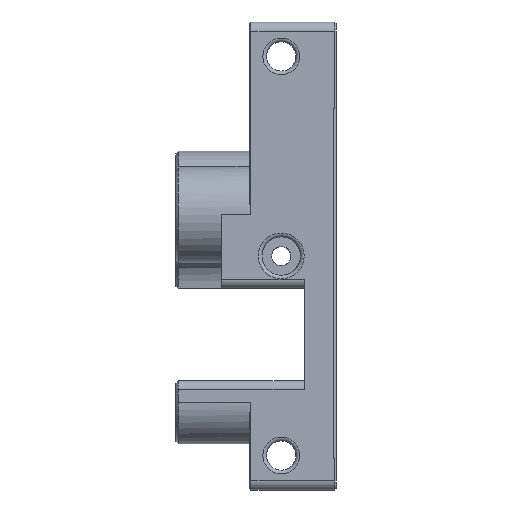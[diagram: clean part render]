
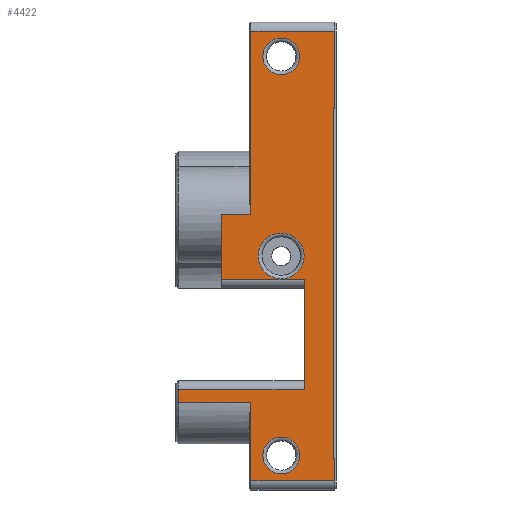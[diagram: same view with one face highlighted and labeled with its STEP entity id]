
A CAD part, top view. The second image highlights one B-rep face of the part: STEP entity #4422.
In plain terms, the highlighted planar face has unit normal (0, 0, 1).
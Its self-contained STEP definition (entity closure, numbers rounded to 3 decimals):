
#171=CIRCLE('',#4704,2.);
#174=CIRCLE('',#4708,2.);
#175=CIRCLE('',#4709,2.5);
#336=FACE_BOUND('',#814,.T.);
#337=FACE_BOUND('',#815,.T.);
#338=FACE_BOUND('',#816,.T.);
#544=FACE_OUTER_BOUND('',#813,.T.);
#813=EDGE_LOOP('',(#3422,#3423,#3424,#3425,#3426,#3427,#3428,#3429,#3430,
#3431,#3432,#3433,#3434,#3435,#3436,#3437));
#814=EDGE_LOOP('',(#3438));
#815=EDGE_LOOP('',(#3439));
#816=EDGE_LOOP('',(#3440));
#1136=LINE('',#6663,#1534);
#1201=LINE('',#7367,#1599);
#1202=LINE('',#7369,#1600);
#1203=LINE('',#7371,#1601);
#1204=LINE('',#7373,#1602);
#1205=LINE('',#7375,#1603);
#1206=LINE('',#7377,#1604);
#1207=LINE('',#7379,#1605);
#1208=LINE('',#7381,#1606);
#1209=LINE('',#7383,#1607);
#1210=LINE('',#7384,#1608);
#1211=LINE('',#7386,#1609);
#1212=LINE('',#7388,#1610);
#1213=LINE('',#7390,#1611);
#1214=LINE('',#7392,#1612);
#1215=LINE('',#7393,#1613);
#1534=VECTOR('',#5270,10.);
#1599=VECTOR('',#5451,10.);
#1600=VECTOR('',#5452,10.);
#1601=VECTOR('',#5453,10.);
#1602=VECTOR('',#5454,10.);
#1603=VECTOR('',#5455,10.);
#1604=VECTOR('',#5456,10.);
#1605=VECTOR('',#5457,10.);
#1606=VECTOR('',#5458,10.);
#1607=VECTOR('',#5459,10.);
#1608=VECTOR('',#5460,10.);
#1609=VECTOR('',#5461,10.);
#1610=VECTOR('',#5462,10.);
#1611=VECTOR('',#5463,10.);
#1612=VECTOR('',#5464,10.);
#1613=VECTOR('',#5465,10.);
#1894=VERTEX_POINT('',#6660);
#1895=VERTEX_POINT('',#6662);
#1997=VERTEX_POINT('',#7359);
#1999=VERTEX_POINT('',#7365);
#2000=VERTEX_POINT('',#7366);
#2001=VERTEX_POINT('',#7368);
#2002=VERTEX_POINT('',#7370);
#2003=VERTEX_POINT('',#7372);
#2004=VERTEX_POINT('',#7374);
#2005=VERTEX_POINT('',#7376);
#2006=VERTEX_POINT('',#7378);
#2007=VERTEX_POINT('',#7380);
#2008=VERTEX_POINT('',#7382);
#2009=VERTEX_POINT('',#7385);
#2010=VERTEX_POINT('',#7387);
#2011=VERTEX_POINT('',#7389);
#2012=VERTEX_POINT('',#7391);
#2013=VERTEX_POINT('',#7394);
#2014=VERTEX_POINT('',#7396);
#2364=EDGE_CURVE('',#1894,#1895,#1136,.T.);
#2503=EDGE_CURVE('',#1997,#1997,#171,.T.);
#2506=EDGE_CURVE('',#1999,#2000,#1201,.T.);
#2507=EDGE_CURVE('',#2000,#2001,#1202,.T.);
#2508=EDGE_CURVE('',#2001,#2002,#1203,.T.);
#2509=EDGE_CURVE('',#2003,#2002,#1204,.T.);
#2510=EDGE_CURVE('',#2003,#2004,#1205,.T.);
#2511=EDGE_CURVE('',#2004,#2005,#1206,.T.);
#2512=EDGE_CURVE('',#2005,#2006,#1207,.T.);
#2513=EDGE_CURVE('',#2006,#2007,#1208,.T.);
#2514=EDGE_CURVE('',#2008,#2007,#1209,.T.);
#2515=EDGE_CURVE('',#2008,#1895,#1210,.T.);
#2516=EDGE_CURVE('',#1894,#2009,#1211,.T.);
#2517=EDGE_CURVE('',#2009,#2010,#1212,.T.);
#2518=EDGE_CURVE('',#2011,#2010,#1213,.T.);
#2519=EDGE_CURVE('',#2011,#2012,#1214,.T.);
#2520=EDGE_CURVE('',#2012,#1999,#1215,.T.);
#2521=EDGE_CURVE('',#2013,#2013,#174,.T.);
#2522=EDGE_CURVE('',#2014,#2014,#175,.T.);
#3422=ORIENTED_EDGE('',*,*,#2506,.T.);
#3423=ORIENTED_EDGE('',*,*,#2507,.T.);
#3424=ORIENTED_EDGE('',*,*,#2508,.T.);
#3425=ORIENTED_EDGE('',*,*,#2509,.F.);
#3426=ORIENTED_EDGE('',*,*,#2510,.T.);
#3427=ORIENTED_EDGE('',*,*,#2511,.T.);
#3428=ORIENTED_EDGE('',*,*,#2512,.T.);
#3429=ORIENTED_EDGE('',*,*,#2513,.T.);
#3430=ORIENTED_EDGE('',*,*,#2514,.F.);
#3431=ORIENTED_EDGE('',*,*,#2515,.T.);
#3432=ORIENTED_EDGE('',*,*,#2364,.F.);
#3433=ORIENTED_EDGE('',*,*,#2516,.T.);
#3434=ORIENTED_EDGE('',*,*,#2517,.T.);
#3435=ORIENTED_EDGE('',*,*,#2518,.F.);
#3436=ORIENTED_EDGE('',*,*,#2519,.T.);
#3437=ORIENTED_EDGE('',*,*,#2520,.T.);
#3438=ORIENTED_EDGE('',*,*,#2521,.T.);
#3439=ORIENTED_EDGE('',*,*,#2522,.T.);
#3440=ORIENTED_EDGE('',*,*,#2503,.T.);
#4273=PLANE('',#4707);
#4422=ADVANCED_FACE('',(#544,#336,#337,#338),#4273,.F.);
#4704=AXIS2_PLACEMENT_3D('',#7360,#5443,#5444);
#4707=AXIS2_PLACEMENT_3D('',#7364,#5449,#5450);
#4708=AXIS2_PLACEMENT_3D('',#7395,#5466,#5467);
#4709=AXIS2_PLACEMENT_3D('',#7397,#5468,#5469);
#5270=DIRECTION('',(0.,1.,0.));
#5443=DIRECTION('center_axis',(0.,0.,-1.));
#5444=DIRECTION('ref_axis',(-0.854,0.52,0.));
#5449=DIRECTION('center_axis',(0.,0.,-1.));
#5450=DIRECTION('ref_axis',(0.,-1.,0.));
#5451=DIRECTION('',(0.,1.,0.));
#5452=DIRECTION('',(-1.,0.,0.));
#5453=DIRECTION('',(0.,1.,0.));
#5454=DIRECTION('',(-1.,0.,0.));
#5455=DIRECTION('',(0.,1.,0.));
#5456=DIRECTION('',(-1.,0.,0.));
#5457=DIRECTION('',(0.,-1.,0.));
#5458=DIRECTION('',(-1.,0.,0.));
#5459=DIRECTION('',(0.,1.,0.));
#5460=DIRECTION('',(1.,0.,0.));
#5461=DIRECTION('',(-1.,0.,0.));
#5462=DIRECTION('',(0.,-1.,0.));
#5463=DIRECTION('',(-1.,0.,0.));
#5464=DIRECTION('',(0.,-1.,0.));
#5465=DIRECTION('',(1.,0.,0.));
#5466=DIRECTION('center_axis',(0.,0.,-1.));
#5467=DIRECTION('ref_axis',(1.,0.,0.));
#5468=DIRECTION('center_axis',(0.,0.,-1.));
#5469=DIRECTION('ref_axis',(-1.,0.,0.));
#6660=CARTESIAN_POINT('',(-10.575,-19.056,15.));
#6662=CARTESIAN_POINT('',(-10.575,-7.,15.));
#6663=CARTESIAN_POINT('',(-10.575,2.957,15.));
#7359=CARTESIAN_POINT('',(-15.075,-26.225,15.));
#7360=CARTESIAN_POINT('Origin',(-13.075,-26.225,15.));
#7364=CARTESIAN_POINT('Origin',(-7.075,13.3,15.));
#7365=CARTESIAN_POINT('',(-7.275,-28.975,15.));
#7366=CARTESIAN_POINT('',(-7.275,-26.556,15.));
#7367=CARTESIAN_POINT('',(-7.275,2.957,15.));
#7368=CARTESIAN_POINT('',(-7.375,-26.556,15.));
#7369=CARTESIAN_POINT('',(-7.075,-26.556,15.));
#7370=CARTESIAN_POINT('',(-7.375,11.6,15.));
#7371=CARTESIAN_POINT('',(-7.375,2.957,15.));
#7372=CARTESIAN_POINT('',(-7.275,11.6,15.));
#7373=CARTESIAN_POINT('',(-7.075,11.6,15.));
#7374=CARTESIAN_POINT('',(-7.275,20.025,15.));
#7375=CARTESIAN_POINT('',(-7.275,2.957,15.));
#7376=CARTESIAN_POINT('',(-16.375,20.025,15.));
#7377=CARTESIAN_POINT('',(-7.075,20.025,15.));
#7378=CARTESIAN_POINT('',(-16.375,0.,15.));
#7379=CARTESIAN_POINT('',(-16.375,11.55,15.));
#7380=CARTESIAN_POINT('',(-19.575,0.,15.));
#7381=CARTESIAN_POINT('',(-10.575,0.,15.));
#7382=CARTESIAN_POINT('',(-19.575,-7.,15.));
#7383=CARTESIAN_POINT('',(-19.575,-0.425,15.));
#7384=CARTESIAN_POINT('',(-8.825,-7.,15.));
#7385=CARTESIAN_POINT('',(-24.275,-19.056,15.));
#7386=CARTESIAN_POINT('',(-8.825,-19.056,15.));
#7387=CARTESIAN_POINT('',(-24.275,-20.456,15.));
#7388=CARTESIAN_POINT('',(-24.275,-4.878,15.));
#7389=CARTESIAN_POINT('',(-16.375,-20.456,15.));
#7390=CARTESIAN_POINT('',(-24.575,-20.456,15.));
#7391=CARTESIAN_POINT('',(-16.375,-28.975,15.));
#7392=CARTESIAN_POINT('',(-16.375,-5.478,15.));
#7393=CARTESIAN_POINT('',(-13.325,-28.975,15.));
#7394=CARTESIAN_POINT('',(-15.075,17.275,15.));
#7395=CARTESIAN_POINT('Origin',(-13.075,17.275,15.));
#7396=CARTESIAN_POINT('',(-15.575,-4.475,15.));
#7397=CARTESIAN_POINT('Origin',(-13.075,-4.475,15.));
